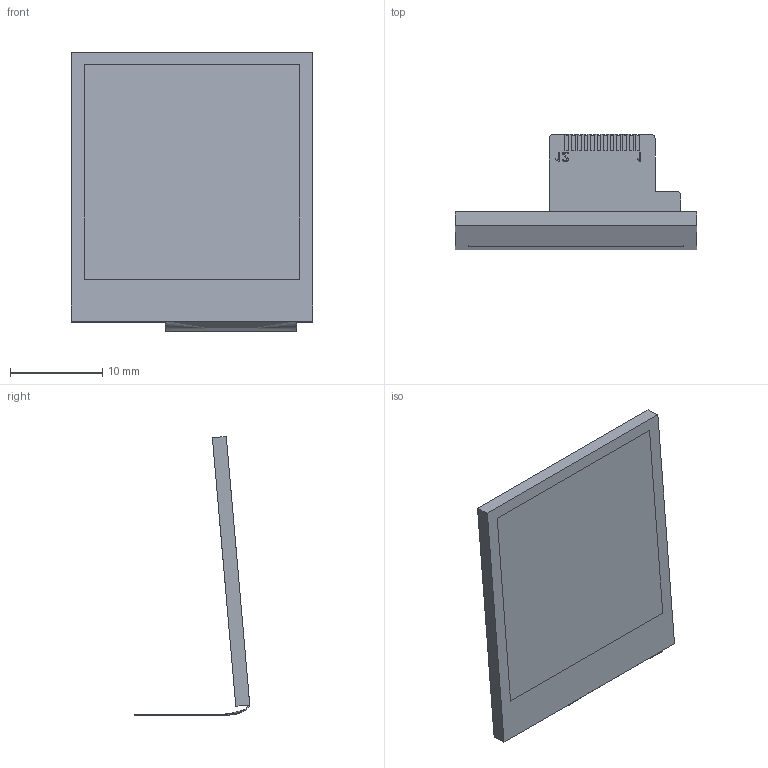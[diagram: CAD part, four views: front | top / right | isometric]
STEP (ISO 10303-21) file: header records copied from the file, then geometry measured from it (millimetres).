
FILE_DESCRIPTION(/* description */ (''),/* implementation_level */ '2;1');
FILE_NAME(/* name */ 'IPS_Display_240x240_FPC_80deg.step.step',/* time_stamp */ '2021-01-18T19:21:09+01:00',/* author */ (''),/* organization */ (''),/* preprocessor_version */ 'ST-DEVELOPER v18.1',/* originating_system */ 'Autodesk Translation Framework v9.7.0.1280',/* authorisation */ '');
FILE_SCHEMA (('AUTOMOTIVE_DESIGN { 1 0 10303 214 3 1 1 }'));
Length unit declared in the file: millimetre
Products named in the file (1): Fusion-Komponente
Bounding box: 26.2 x 12.55 x 30.33 mm (x, y, z)
Volume: 1183.6 mm3; surface area: 2341 mm2
Topology: 19 solids, 19 shells, 223 faces, 555 edges, 370 vertices
Faces by surface type: plane 180, bspline 28, cylinder 15
Entity records: 6853 total; most frequent: CARTESIAN_POINT 1639, ORIENTED_EDGE 1110, DIRECTION 921, EDGE_CURVE 555, LINE 469, VECTOR 469, VERTEX_POINT 370, AXIS2_PLACEMENT_3D 226
